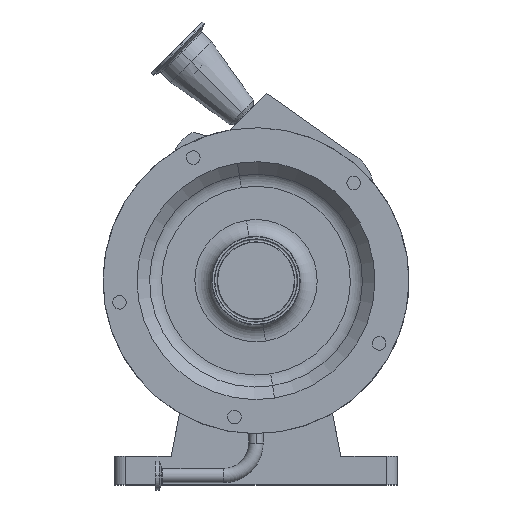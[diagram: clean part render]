
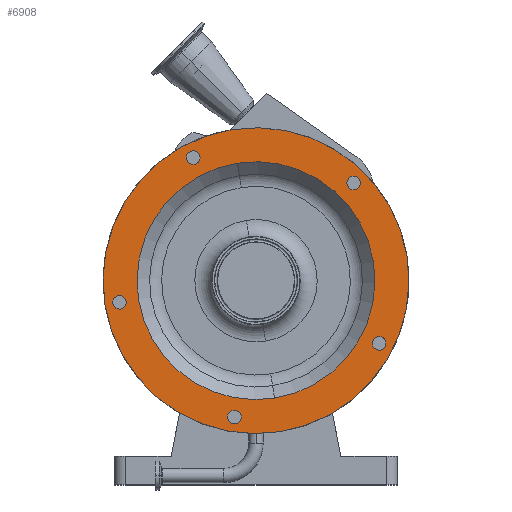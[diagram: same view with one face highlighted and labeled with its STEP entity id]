
A CAD part, top view. The second image highlights one B-rep face of the part: STEP entity #6908.
In plain terms, the highlighted planar face has unit normal (0, 0, 1).
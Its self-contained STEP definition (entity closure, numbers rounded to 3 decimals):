
#2388 = EDGE_CURVE ( 'NONE', #2404, #2427, #2819, .T. ) ;
#2392 = VERTEX_POINT ( 'NONE', #2816 ) ;
#2403 = VERTEX_POINT ( 'NONE', #2789 ) ;
#2404 = VERTEX_POINT ( 'NONE', #2817 ) ;
#2409 = VERTEX_POINT ( 'NONE', #2798 ) ;
#2425 = EDGE_CURVE ( 'NONE', #2403, #2392, #2765, .T. ) ;
#2427 = VERTEX_POINT ( 'NONE', #2924 ) ;
#2455 = VERTEX_POINT ( 'NONE', #2935 ) ;
#2456 = VERTEX_POINT ( 'NONE', #3105 ) ;
#2460 = EDGE_CURVE ( 'NONE', #2455, #2456, #3162, .T. ) ;
#2464 = EDGE_CURVE ( 'NONE', #2409, #3611, #3116, .T. ) ;
#2722 = CARTESIAN_POINT ( 'NONE',  ( 108.703, -55.387, 200. ) ) ;
#2726 = DIRECTION ( 'NONE',  ( -0.454, -0.891, 0. ) ) ;
#2727 = DIRECTION ( 'NONE',  ( 0., 0., 1. ) ) ;
#2730 = AXIS2_PLACEMENT_3D ( 'NONE', #2722, #2727, #2726 ) ;
#2732 = CIRCLE ( 'NONE', #2730, 6. ) ;
#2765 = CIRCLE ( 'NONE', #2771, 6. ) ;
#2770 = DIRECTION ( 'NONE',  ( -0.156, 0.988, 0. ) ) ;
#2771 = AXIS2_PLACEMENT_3D ( 'NONE', #2774, #2773, #2770 ) ;
#2773 = DIRECTION ( 'NONE',  ( 0., 0., 1. ) ) ;
#2774 = CARTESIAN_POINT ( 'NONE',  ( -120.498, -19.085, 200. ) ) ;
#2786 = CARTESIAN_POINT ( 'NONE',  ( -19.085, -120.498, 200. ) ) ;
#2789 = CARTESIAN_POINT ( 'NONE',  ( -119.559, -25.011, 200. ) ) ;
#2798 = CARTESIAN_POINT ( 'NONE',  ( 16.426, -103.707, 200. ) ) ;
#2801 = DIRECTION ( 'NONE',  ( 0., 0., 1. ) ) ;
#2810 = AXIS2_PLACEMENT_3D ( 'NONE', #2786, #2801, #2818 ) ;
#2816 = CARTESIAN_POINT ( 'NONE',  ( -121.437, -13.159, 200. ) ) ;
#2817 = CARTESIAN_POINT ( 'NONE',  ( -13.159, -121.437, 200. ) ) ;
#2818 = DIRECTION ( 'NONE',  ( -0.988, 0.156, 0. ) ) ;
#2819 = CIRCLE ( 'NONE', #2810, 6. ) ;
#2823 = EDGE_CURVE ( 'NONE', #2392, #2403, #3645, .T. ) ;
#2844 = EDGE_CURVE ( 'NONE', #3611, #2409, #3700, .T. ) ;
#2924 = CARTESIAN_POINT ( 'NONE',  ( -25.011, -119.559, 200. ) ) ;
#2935 = CARTESIAN_POINT ( 'NONE',  ( 111.427, -50.041, 200. ) ) ;
#2946 = DIRECTION ( 'NONE',  ( -0.454, -0.891, 0. ) ) ;
#2980 = CIRCLE ( 'NONE', #3086, 6. ) ;
#2985 = DIRECTION ( 'NONE',  ( -0.156, 0.988, 0. ) ) ;
#2986 = DIRECTION ( 'NONE',  ( 0., 0., 1. ) ) ;
#2988 = AXIS2_PLACEMENT_3D ( 'NONE', #3025, #2986, #2985 ) ;
#3022 = CARTESIAN_POINT ( 'NONE',  ( -55.387, 108.703, 200. ) ) ;
#3025 = CARTESIAN_POINT ( 'NONE',  ( 0., 0., 200. ) ) ;
#3027 = CIRCLE ( 'NONE', #3090, 6. ) ;
#3037 = DIRECTION ( 'NONE',  ( 0., 0., 1. ) ) ;
#3070 = DIRECTION ( 'NONE',  ( 0.707, -0.707, 0. ) ) ;
#3072 = DIRECTION ( 'NONE',  ( 0., 0., 1. ) ) ;
#3073 = CARTESIAN_POINT ( 'NONE',  ( 86.267, 86.267, 200. ) ) ;
#3074 = AXIS2_PLACEMENT_3D ( 'NONE', #3073, #3072, #3070 ) ;
#3082 = CIRCLE ( 'NONE', #3074, 6. ) ;
#3083 = DIRECTION ( 'NONE',  ( -0.988, 0.156, 0. ) ) ;
#3084 = DIRECTION ( 'NONE',  ( 0., 0., 1. ) ) ;
#3085 = CARTESIAN_POINT ( 'NONE',  ( -19.085, -120.498, 200. ) ) ;
#3086 = AXIS2_PLACEMENT_3D ( 'NONE', #3085, #3084, #3083 ) ;
#3089 = DIRECTION ( 'NONE',  ( 0.891, 0.454, 0. ) ) ;
#3090 = AXIS2_PLACEMENT_3D ( 'NONE', #3022, #3037, #3089 ) ;
#3105 = CARTESIAN_POINT ( 'NONE',  ( 105.979, -60.733, 200. ) ) ;
#3116 = CIRCLE ( 'NONE', #2988, 105. ) ;
#3159 = DIRECTION ( 'NONE',  ( 0., 0., 1. ) ) ;
#3160 = CARTESIAN_POINT ( 'NONE',  ( 108.703, -55.387, 200. ) ) ;
#3161 = AXIS2_PLACEMENT_3D ( 'NONE', #3160, #3159, #2946 ) ;
#3162 = CIRCLE ( 'NONE', #3161, 6. ) ;
#3592 = EDGE_CURVE ( 'NONE', #3597, #3596, #4024, .T. ) ;
#3596 = VERTEX_POINT ( 'NONE', #3942 ) ;
#3597 = VERTEX_POINT ( 'NONE', #3938 ) ;
#3611 = VERTEX_POINT ( 'NONE', #3996 ) ;
#3614 = VERTEX_POINT ( 'NONE', #4073 ) ;
#3619 = VERTEX_POINT ( 'NONE', #4081 ) ;
#3631 = EDGE_CURVE ( 'NONE', #3614, #3644, #4059, .T. ) ;
#3637 = AXIS2_PLACEMENT_3D ( 'NONE', #3666, #3665, #3664 ) ;
#3639 = EDGE_CURVE ( 'NONE', #3642, #3619, #3969, .T. ) ;
#3642 = VERTEX_POINT ( 'NONE', #4070 ) ;
#3644 = VERTEX_POINT ( 'NONE', #4033 ) ;
#3645 = CIRCLE ( 'NONE', #3637, 6. ) ;
#3664 = DIRECTION ( 'NONE',  ( -0.156, 0.988, 0. ) ) ;
#3665 = DIRECTION ( 'NONE',  ( 0., 0., 1. ) ) ;
#3666 = CARTESIAN_POINT ( 'NONE',  ( -120.498, -19.085, 200. ) ) ;
#3688 = DIRECTION ( 'NONE',  ( 0., 0., 1. ) ) ;
#3690 = AXIS2_PLACEMENT_3D ( 'NONE', #3714, #3688, #3713 ) ;
#3700 = CIRCLE ( 'NONE', #3690, 105. ) ;
#3713 = DIRECTION ( 'NONE',  ( -0.156, 0.988, 0. ) ) ;
#3714 = CARTESIAN_POINT ( 'NONE',  ( 0., 0., 200. ) ) ;
#3938 = CARTESIAN_POINT ( 'NONE',  ( -21.119, 133.338, 200. ) ) ;
#3942 = CARTESIAN_POINT ( 'NONE',  ( 21.119, -133.338, 200. ) ) ;
#3945 = DIRECTION ( 'NONE',  ( 0.707, -0.707, 0. ) ) ;
#3969 = CIRCLE ( 'NONE', #4025, 6. ) ;
#3996 = CARTESIAN_POINT ( 'NONE',  ( -16.426, 103.707, 200. ) ) ;
#3997 = DIRECTION ( 'NONE',  ( 0., 0., 1. ) ) ;
#3998 = CARTESIAN_POINT ( 'NONE',  ( 86.267, 86.267, 200. ) ) ;
#4000 = DIRECTION ( 'NONE',  ( -0.156, 0.988, 0. ) ) ;
#4003 = DIRECTION ( 'NONE',  ( 0., 0., 1. ) ) ;
#4004 = CARTESIAN_POINT ( 'NONE',  ( 0., 0., 200. ) ) ;
#4005 = AXIS2_PLACEMENT_3D ( 'NONE', #4004, #4003, #4000 ) ;
#4024 = CIRCLE ( 'NONE', #4005, 135. ) ;
#4025 = AXIS2_PLACEMENT_3D ( 'NONE', #3998, #3997, #3945 ) ;
#4033 = CARTESIAN_POINT ( 'NONE',  ( -50.041, 111.427, 200. ) ) ;
#4045 = DIRECTION ( 'NONE',  ( 0., 0., -1. ) ) ;
#4059 = CIRCLE ( 'NONE', #4060, 6. ) ;
#4060 = AXIS2_PLACEMENT_3D ( 'NONE', #4062, #4065, #4064 ) ;
#4062 = CARTESIAN_POINT ( 'NONE',  ( -55.387, 108.703, 200. ) ) ;
#4064 = DIRECTION ( 'NONE',  ( 0.891, 0.454, 0. ) ) ;
#4065 = DIRECTION ( 'NONE',  ( 0., 0., 1. ) ) ;
#4066 = DIRECTION ( 'NONE',  ( 0.156, -0.988, 0. ) ) ;
#4070 = CARTESIAN_POINT ( 'NONE',  ( 82.024, 90.51, 200. ) ) ;
#4073 = CARTESIAN_POINT ( 'NONE',  ( -60.733, 105.979, 200. ) ) ;
#4081 = CARTESIAN_POINT ( 'NONE',  ( 90.51, 82.024, 200. ) ) ;
#4154 = CARTESIAN_POINT ( 'NONE',  ( -38.52, -6.101, 200. ) ) ;
#4155 = AXIS2_PLACEMENT_3D ( 'NONE', #4154, #4045, #4066 ) ;
#4156 = PLANE ( 'NONE',  #4155 ) ;
#4329 = FACE_BOUND ( 'NONE', #6922, .T. ) ;
#4330 = FACE_OUTER_BOUND ( 'NONE', #6923, .T. ) ;
#4331 = FACE_BOUND ( 'NONE', #6901, .T. ) ;
#4338 = FACE_BOUND ( 'NONE', #6932, .T. ) ;
#4344 = FACE_BOUND ( 'NONE', #7010, .T. ) ;
#4346 = FACE_BOUND ( 'NONE', #6933, .T. ) ;
#4350 = FACE_BOUND ( 'NONE', #6884, .T. ) ;
#4879 = AXIS2_PLACEMENT_3D ( 'NONE', #4890, #4885, #4884 ) ;
#4884 = DIRECTION ( 'NONE',  ( -0.156, 0.988, 0. ) ) ;
#4885 = DIRECTION ( 'NONE',  ( 0., 0., 1. ) ) ;
#4886 = CIRCLE ( 'NONE', #4879, 135. ) ;
#4890 = CARTESIAN_POINT ( 'NONE',  ( 0., 0., 200. ) ) ;
#6880 = ORIENTED_EDGE ( 'NONE', *, *, #2460, .F. ) ;
#6882 = ORIENTED_EDGE ( 'NONE', *, *, #3639, .F. ) ;
#6883 = ORIENTED_EDGE ( 'NONE', *, *, #3592, .T. ) ;
#6884 = EDGE_LOOP ( 'NONE', ( #7011, #6882 ) ) ;
#6887 = ORIENTED_EDGE ( 'NONE', *, *, #2844, .F. ) ;
#6901 = EDGE_LOOP ( 'NONE', ( #6887, #7007 ) ) ;
#6906 = ORIENTED_EDGE ( 'NONE', *, *, #2425, .F. ) ;
#6908 = ADVANCED_FACE ( 'NONE', ( #4329, #4350, #4346, #4338, #4344, #4330, #4331 ), #4156, .F. ) ;
#6910 = ORIENTED_EDGE ( 'NONE', *, *, #2388, .F. ) ;
#6911 = ORIENTED_EDGE ( 'NONE', *, *, #8810, .F. ) ;
#6922 = EDGE_LOOP ( 'NONE', ( #6925, #6969 ) ) ;
#6923 = EDGE_LOOP ( 'NONE', ( #6883, #6931 ) ) ;
#6924 = ORIENTED_EDGE ( 'NONE', *, *, #8860, .F. ) ;
#6925 = ORIENTED_EDGE ( 'NONE', *, *, #8808, .F. ) ;
#6931 = ORIENTED_EDGE ( 'NONE', *, *, #7005, .T. ) ;
#6932 = EDGE_LOOP ( 'NONE', ( #6911, #6910 ) ) ;
#6933 = EDGE_LOOP ( 'NONE', ( #6924, #6880 ) ) ;
#6969 = ORIENTED_EDGE ( 'NONE', *, *, #3631, .F. ) ;
#6970 = ORIENTED_EDGE ( 'NONE', *, *, #2823, .F. ) ;
#7005 = EDGE_CURVE ( 'NONE', #3596, #3597, #4886, .T. ) ;
#7007 = ORIENTED_EDGE ( 'NONE', *, *, #2464, .F. ) ;
#7010 = EDGE_LOOP ( 'NONE', ( #6970, #6906 ) ) ;
#7011 = ORIENTED_EDGE ( 'NONE', *, *, #8818, .F. ) ;
#8808 = EDGE_CURVE ( 'NONE', #3644, #3614, #3027, .T. ) ;
#8810 = EDGE_CURVE ( 'NONE', #2427, #2404, #2980, .T. ) ;
#8818 = EDGE_CURVE ( 'NONE', #3619, #3642, #3082, .T. ) ;
#8860 = EDGE_CURVE ( 'NONE', #2456, #2455, #2732, .T. ) ;
